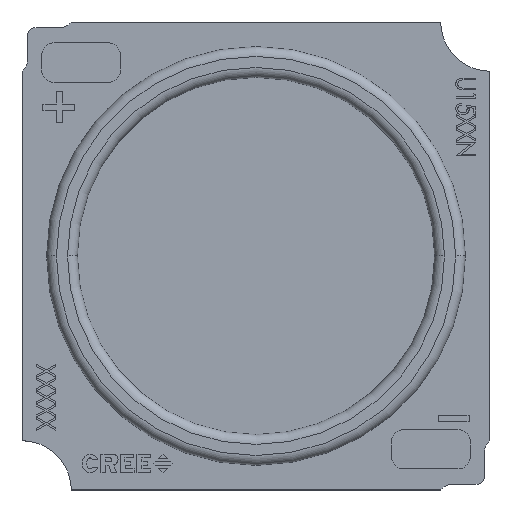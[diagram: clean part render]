
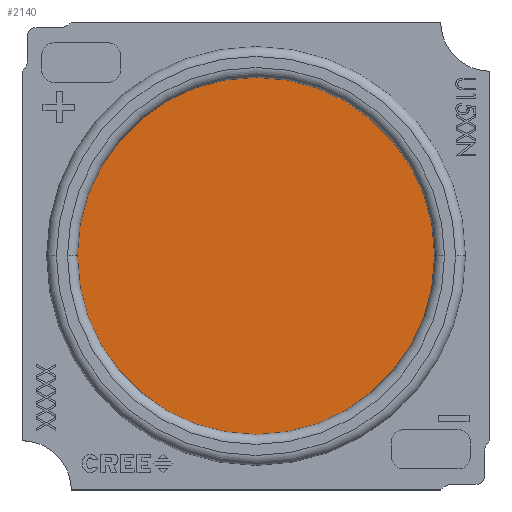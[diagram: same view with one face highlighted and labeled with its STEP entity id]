
A CAD part, top view. The second image highlights one B-rep face of the part: STEP entity #2140.
In plain terms, the highlighted planar face has unit normal (0, 0, 1).
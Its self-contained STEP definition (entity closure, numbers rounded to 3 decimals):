
#834 = VERTEX_POINT ( 'NONE', #8359 ) ;
#1111 = AXIS2_PLACEMENT_3D ( 'NONE', #13737, #12587, #11282 ) ;
#2118 = DIRECTION ( 'NONE',  ( 0., 0., 1. ) ) ;
#2140 = ADVANCED_FACE ( 'NONE', ( #6649 ), #8902, .T. ) ;
#3226 = EDGE_LOOP ( 'NONE', ( #11803, #11770 ) ) ;
#5406 = CARTESIAN_POINT ( 'NONE',  ( 0., 0., -0.4 ) ) ;
#5499 = DIRECTION ( 'NONE',  ( 1., 0., 0. ) ) ;
#6649 = FACE_OUTER_BOUND ( 'NONE', #3226, .T. ) ;
#7721 = CARTESIAN_POINT ( 'NONE',  ( 0., 0., -0.4 ) ) ;
#7765 = CARTESIAN_POINT ( 'NONE',  ( -7.252, 0., -0.4 ) ) ;
#8359 = CARTESIAN_POINT ( 'NONE',  ( 7.252, 0., -0.4 ) ) ;
#8902 = PLANE ( 'NONE',  #12258 ) ;
#9216 = EDGE_CURVE ( 'NONE', #12374, #834, #13507, .T. ) ;
#9222 = AXIS2_PLACEMENT_3D ( 'NONE', #5406, #13356, #5499 ) ;
#10035 = CIRCLE ( 'NONE', #9222, 7.252 ) ;
#11024 = EDGE_CURVE ( 'NONE', #834, #12374, #10035, .T. ) ;
#11282 = DIRECTION ( 'NONE',  ( 1., 0., 0. ) ) ;
#11770 = ORIENTED_EDGE ( 'NONE', *, *, #9216, .T. ) ;
#11803 = ORIENTED_EDGE ( 'NONE', *, *, #11024, .T. ) ;
#12258 = AXIS2_PLACEMENT_3D ( 'NONE', #7721, #2118, #14649 ) ;
#12374 = VERTEX_POINT ( 'NONE', #7765 ) ;
#12587 = DIRECTION ( 'NONE',  ( 0., 0., 1. ) ) ;
#13356 = DIRECTION ( 'NONE',  ( 0., 0., 1. ) ) ;
#13507 = CIRCLE ( 'NONE', #1111, 7.252 ) ;
#13737 = CARTESIAN_POINT ( 'NONE',  ( 0., 0., -0.4 ) ) ;
#14649 = DIRECTION ( 'NONE',  ( 1., 0., 0. ) ) ;
